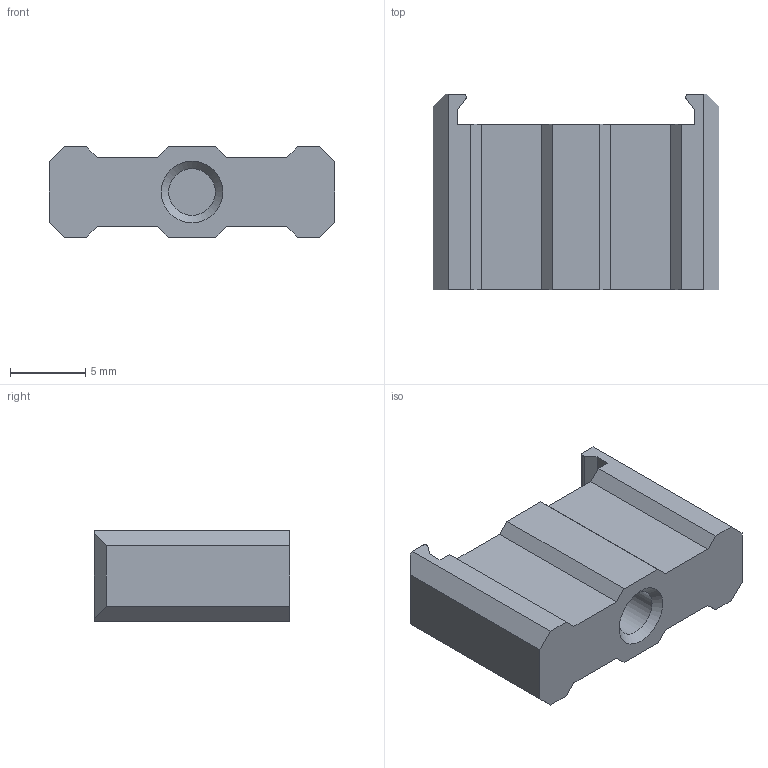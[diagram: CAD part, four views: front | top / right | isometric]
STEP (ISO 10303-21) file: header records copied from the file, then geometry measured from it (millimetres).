
FILE_DESCRIPTION(/* description */ (''),/* implementation_level */ '2;1');
FILE_NAME(/* name */ 'Radio_stabilizer_single v2.step',/* time_stamp */ '2023-11-06T14:47:35+01:00',/* author */ (''),/* organization */ (''),/* preprocessor_version */ 'ST-DEVELOPER v20',/* originating_system */ 'Autodesk Translation Framework v12.14.0.127',/* authorisation */ '');
FILE_SCHEMA (('AUTOMOTIVE_DESIGN { 1 0 10303 214 3 1 1 }'));
Length unit declared in the file: millimetre
Products named in the file (1): Radio_stabilizer_single
Bounding box: 19 x 13 x 6 mm (x, y, z)
Volume: 1052.7 mm3; surface area: 893.6 mm2
Topology: 1 solids, 1 shells, 39 faces, 107 edges, 71 vertices
Faces by surface type: plane 35, cylinder 3, cone 1
Full cylindrical faces by diameter (mm): 3.1 x1
Entity records: 1253 total; most frequent: CARTESIAN_POINT 218, ORIENTED_EDGE 214, DIRECTION 194, EDGE_CURVE 107, LINE 100, VECTOR 100, VERTEX_POINT 71, AXIS2_PLACEMENT_3D 47
